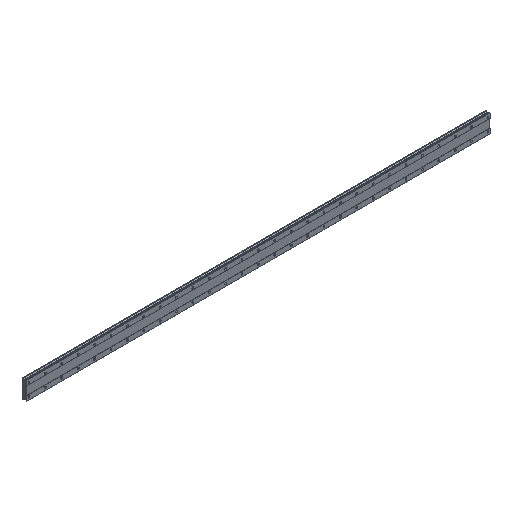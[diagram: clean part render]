
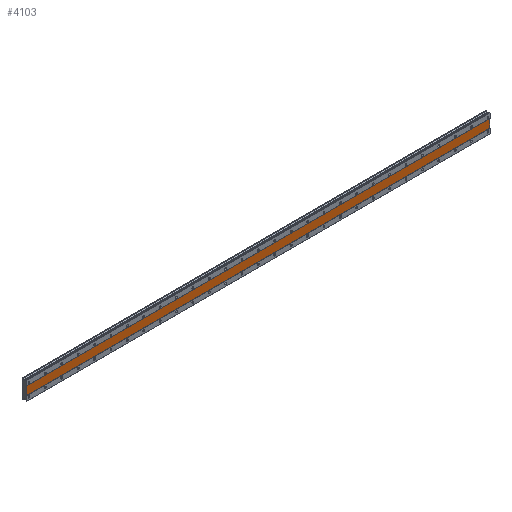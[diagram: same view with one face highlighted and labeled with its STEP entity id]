
A CAD part, isometric view. The second image highlights one B-rep face of the part: STEP entity #4103.
In plain terms, the highlighted planar face has unit normal (0, -1, 0).
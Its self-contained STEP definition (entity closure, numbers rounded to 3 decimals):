
#31 = LINE ( 'NONE', #8639, #8074 ) ;
#59 = ORIENTED_EDGE ( 'NONE', *, *, #5003, .F. ) ;
#193 = CARTESIAN_POINT ( 'NONE',  ( -10., 1., 20. ) ) ;
#268 = EDGE_CURVE ( 'NONE', #9472, #7011, #31, .T. ) ;
#454 = VECTOR ( 'NONE', #3195, 1000. ) ;
#496 = ORIENTED_EDGE ( 'NONE', *, *, #6732, .F. ) ;
#603 = VECTOR ( 'NONE', #8820, 1000. ) ;
#652 = PLANE ( 'NONE',  #5423 ) ;
#939 = EDGE_LOOP ( 'NONE', ( #6254, #496, #59, #8471 ) ) ;
#1783 = CARTESIAN_POINT ( 'NONE',  ( 2250., 1., -20. ) ) ;
#2222 = VECTOR ( 'NONE', #4003, 1000. ) ;
#2593 = CARTESIAN_POINT ( 'NONE',  ( 2250., 1., 20. ) ) ;
#3195 = DIRECTION ( 'NONE',  ( 0., 0., -1. ) ) ;
#3279 = DIRECTION ( 'NONE',  ( -1., 0., 0. ) ) ;
#3342 = LINE ( 'NONE', #2593, #2222 ) ;
#3747 = CARTESIAN_POINT ( 'NONE',  ( 2250., 1., 20. ) ) ;
#4003 = DIRECTION ( 'NONE',  ( 1., 0., 0. ) ) ;
#4062 = LINE ( 'NONE', #193, #603 ) ;
#4103 = ADVANCED_FACE ( 'NONE', ( #6087 ), #652, .F. ) ;
#4977 = CARTESIAN_POINT ( 'NONE',  ( -10., 1., -20. ) ) ;
#5003 = EDGE_CURVE ( 'NONE', #8779, #7812, #3342, .T. ) ;
#5423 = AXIS2_PLACEMENT_3D ( 'NONE', #3747, #9180, #9225 ) ;
#5504 = EDGE_CURVE ( 'NONE', #7011, #8779, #4062, .T. ) ;
#5639 = CARTESIAN_POINT ( 'NONE',  ( 2250., 1., 20. ) ) ;
#6087 = FACE_OUTER_BOUND ( 'NONE', #939, .T. ) ;
#6254 = ORIENTED_EDGE ( 'NONE', *, *, #268, .F. ) ;
#6732 = EDGE_CURVE ( 'NONE', #7812, #9472, #8090, .T. ) ;
#7011 = VERTEX_POINT ( 'NONE', #4977 ) ;
#7247 = CARTESIAN_POINT ( 'NONE',  ( -10., 1., 20. ) ) ;
#7625 = CARTESIAN_POINT ( 'NONE',  ( 2250., 1., 20. ) ) ;
#7812 = VERTEX_POINT ( 'NONE', #7625 ) ;
#8074 = VECTOR ( 'NONE', #3279, 1000. ) ;
#8090 = LINE ( 'NONE', #5639, #454 ) ;
#8471 = ORIENTED_EDGE ( 'NONE', *, *, #5504, .F. ) ;
#8639 = CARTESIAN_POINT ( 'NONE',  ( 2250., 1., -20. ) ) ;
#8779 = VERTEX_POINT ( 'NONE', #7247 ) ;
#8820 = DIRECTION ( 'NONE',  ( 0., 0., 1. ) ) ;
#9180 = DIRECTION ( 'NONE',  ( 0., 1., 0. ) ) ;
#9225 = DIRECTION ( 'NONE',  ( 0., 0., 1. ) ) ;
#9472 = VERTEX_POINT ( 'NONE', #1783 ) ;
